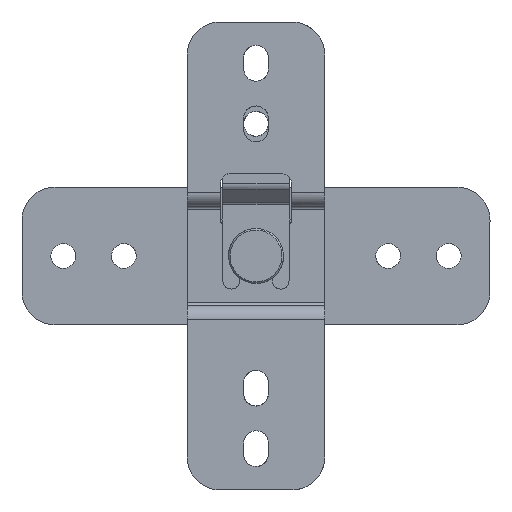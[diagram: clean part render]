
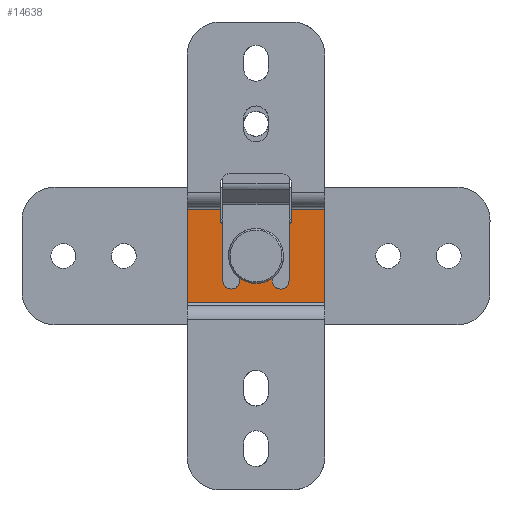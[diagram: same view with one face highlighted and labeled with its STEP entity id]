
A CAD part, left-side view. The second image highlights one B-rep face of the part: STEP entity #14638.
In plain terms, the highlighted free-form (B-spline) face has degree [1, 1] with [2, 2] control points.
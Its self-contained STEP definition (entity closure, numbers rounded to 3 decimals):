
#13422=CARTESIAN_POINT('',(6.,-6.5,6.577));
#13423=VERTEX_POINT('',#13422);
#13429=CARTESIAN_POINT('',(6.,-6.5,8.5));
#13430=VERTEX_POINT('',#13429);
#13431=CARTESIAN_POINT('',(6.,-6.5,6.577));
#13432=CARTESIAN_POINT('',(6.,-6.5,8.5));
#13433=QUASI_UNIFORM_CURVE('',1,(#13431,#13432),.UNSPECIFIED.,.F.,.U.);
#13434=EDGE_CURVE('',#13423,#13430,#13433,.T.);
#13473=CARTESIAN_POINT('',(6.,-6.,5.711));
#13474=VERTEX_POINT('',#13473);
#13475=CARTESIAN_POINT('',(6.,-6.,5.711));
#13476=CARTESIAN_POINT('',(6.,-6.5,6.));
#13477=CARTESIAN_POINT('',(6.,-6.5,6.577));
#13485=(BOUNDED_CURVE()B_SPLINE_CURVE(2,(#13475,#13476,#13477),.UNSPECIFIED.,.F.,.U.)CURVE()GEOMETRIC_REPRESENTATION_ITEM()QUASI_UNIFORM_CURVE()RATIONAL_B_SPLINE_CURVE((1.0,0.866,1.0))REPRESENTATION_ITEM(''));
#13486=EDGE_CURVE('',#13474,#13423,#13485,.T.);
#13503=CARTESIAN_POINT('',(6.,-3.46,4.245));
#13504=VERTEX_POINT('',#13503);
#13505=CARTESIAN_POINT('',(6.,-3.46,4.245));
#13506=CARTESIAN_POINT('',(6.,-6.,5.711));
#13507=QUASI_UNIFORM_CURVE('',1,(#13505,#13506),.UNSPECIFIED.,.F.,.U.);
#13508=EDGE_CURVE('',#13504,#13474,#13507,.T.);
#13536=CARTESIAN_POINT('',(6.,-2.96,3.379));
#13537=VERTEX_POINT('',#13536);
#13543=CARTESIAN_POINT('',(6.,-3.46,4.245));
#13544=CARTESIAN_POINT('',(6.,-2.96,3.956));
#13545=CARTESIAN_POINT('',(6.,-2.96,3.379));
#13553=(BOUNDED_CURVE()B_SPLINE_CURVE(2,(#13543,#13544,#13545),.UNSPECIFIED.,.F.,.U.)CURVE()GEOMETRIC_REPRESENTATION_ITEM()QUASI_UNIFORM_CURVE()RATIONAL_B_SPLINE_CURVE((1.0,0.866,1.0))REPRESENTATION_ITEM(''));
#13554=EDGE_CURVE('',#13504,#13537,#13553,.T.);
#13564=CARTESIAN_POINT('',(6.,-2.96,-2.705));
#13565=VERTEX_POINT('',#13564);
#13566=CARTESIAN_POINT('',(6.,-2.96,-2.705));
#13567=CARTESIAN_POINT('',(6.,-2.96,3.379));
#13568=QUASI_UNIFORM_CURVE('',1,(#13566,#13567),.UNSPECIFIED.,.F.,.U.);
#13569=EDGE_CURVE('',#13565,#13537,#13568,.T.);
#13595=CARTESIAN_POINT('',(6.,2.96,-2.705));
#13596=VERTEX_POINT('',#13595);
#13597=CARTESIAN_POINT('',(6.,2.96,-2.705));
#13598=CARTESIAN_POINT('',(6.,2.633,-3.064));
#13599=CARTESIAN_POINT('',(6.,2.099,-3.468));
#13600=CARTESIAN_POINT('',(6.,1.267,-3.822));
#13601=CARTESIAN_POINT('',(6.,0.676,-3.971));
#13602=CARTESIAN_POINT('',(6.,-0.086,-4.035));
#13603=CARTESIAN_POINT('',(6.,-0.833,-3.952));
#13604=CARTESIAN_POINT('',(6.,-1.561,-3.713));
#13605=CARTESIAN_POINT('',(6.,-2.27,-3.343));
#13606=CARTESIAN_POINT('',(6.,-2.714,-2.974));
#13607=CARTESIAN_POINT('',(6.,-2.96,-2.705));
#13608=B_SPLINE_CURVE_WITH_KNOTS('',3,(#13597,#13598,#13599,#13600,#13601,#13602,#13603,#13604,#13605,#13606,#13607),.UNSPECIFIED.,.F.,.U.,(4,1,1,1,1,1,1,1,4),(0.,1.457,1.977,2.705,3.278,4.266,4.942,5.567,6.659),.UNSPECIFIED.);
#13609=EDGE_CURVE('',#13596,#13565,#13608,.T.);
#13626=CARTESIAN_POINT('',(6.,2.96,3.379));
#13627=VERTEX_POINT('',#13626);
#13628=CARTESIAN_POINT('',(6.,2.96,3.379));
#13629=CARTESIAN_POINT('',(6.,2.96,-2.705));
#13630=QUASI_UNIFORM_CURVE('',1,(#13628,#13629),.UNSPECIFIED.,.F.,.U.);
#13631=EDGE_CURVE('',#13627,#13596,#13630,.T.);
#13659=CARTESIAN_POINT('',(6.,3.46,4.245));
#13660=VERTEX_POINT('',#13659);
#13666=CARTESIAN_POINT('',(6.,2.96,3.379));
#13667=CARTESIAN_POINT('',(6.,2.96,3.956));
#13668=CARTESIAN_POINT('',(6.,3.46,4.245));
#13676=(BOUNDED_CURVE()B_SPLINE_CURVE(2,(#13666,#13667,#13668),.UNSPECIFIED.,.F.,.U.)CURVE()GEOMETRIC_REPRESENTATION_ITEM()QUASI_UNIFORM_CURVE()RATIONAL_B_SPLINE_CURVE((1.0,0.866,1.0))REPRESENTATION_ITEM(''));
#13677=EDGE_CURVE('',#13627,#13660,#13676,.T.);
#13687=CARTESIAN_POINT('',(6.,6.,5.711));
#13688=VERTEX_POINT('',#13687);
#13689=CARTESIAN_POINT('',(6.,6.,5.711));
#13690=CARTESIAN_POINT('',(6.,3.46,4.245));
#13691=QUASI_UNIFORM_CURVE('',1,(#13689,#13690),.UNSPECIFIED.,.F.,.U.);
#13692=EDGE_CURVE('',#13688,#13660,#13691,.T.);
#13718=CARTESIAN_POINT('',(6.,6.5,6.577));
#13719=VERTEX_POINT('',#13718);
#13720=CARTESIAN_POINT('',(6.,6.5,6.577));
#13721=CARTESIAN_POINT('',(6.,6.5,6.));
#13722=CARTESIAN_POINT('',(6.,6.,5.711));
#13730=(BOUNDED_CURVE()B_SPLINE_CURVE(2,(#13720,#13721,#13722),.UNSPECIFIED.,.F.,.U.)CURVE()GEOMETRIC_REPRESENTATION_ITEM()QUASI_UNIFORM_CURVE()RATIONAL_B_SPLINE_CURVE((1.0,0.866,1.0))REPRESENTATION_ITEM(''));
#13731=EDGE_CURVE('',#13719,#13688,#13730,.T.);
#13772=CARTESIAN_POINT('',(6.,6.5,8.5));
#13773=VERTEX_POINT('',#13772);
#13787=CARTESIAN_POINT('',(6.,6.5,8.5));
#13788=CARTESIAN_POINT('',(6.,6.5,6.577));
#13789=QUASI_UNIFORM_CURVE('',1,(#13787,#13788),.UNSPECIFIED.,.F.,.U.);
#13790=EDGE_CURVE('',#13773,#13719,#13789,.T.);
#14375=CARTESIAN_POINT('',(6.0,-12.5,8.5));
#14376=VERTEX_POINT('',#14375);
#14390=CARTESIAN_POINT('',(6.,-12.5,-8.5));
#14391=VERTEX_POINT('',#14390);
#14392=CARTESIAN_POINT('',(6.0,-12.5,8.5));
#14393=CARTESIAN_POINT('',(6.,-12.5,-8.5));
#14394=QUASI_UNIFORM_CURVE('',1,(#14392,#14393),.UNSPECIFIED.,.F.,.U.);
#14395=EDGE_CURVE('',#14376,#14391,#14394,.T.);
#14465=CARTESIAN_POINT('',(6.,12.5,-8.5));
#14466=VERTEX_POINT('',#14465);
#14480=CARTESIAN_POINT('',(6.0,12.5,8.5));
#14481=VERTEX_POINT('',#14480);
#14482=CARTESIAN_POINT('',(6.0,12.5,8.5));
#14483=CARTESIAN_POINT('',(6.,12.5,-8.5));
#14484=QUASI_UNIFORM_CURVE('',1,(#14482,#14483),.UNSPECIFIED.,.F.,.U.);
#14485=EDGE_CURVE('',#14481,#14466,#14484,.T.);
#14597=CARTESIAN_POINT('',(6.,12.5,-8.5));
#14598=CARTESIAN_POINT('',(6.,-12.5,-8.5));
#14599=QUASI_UNIFORM_CURVE('',1,(#14597,#14598),.UNSPECIFIED.,.F.,.U.);
#14600=EDGE_CURVE('',#14466,#14391,#14599,.T.);
#14607=CARTESIAN_POINT('',(6.,-13.749,-9.349));
#14608=CARTESIAN_POINT('',(6.,-13.749,9.349));
#14609=CARTESIAN_POINT('',(6.,13.749,-9.349));
#14610=CARTESIAN_POINT('',(6.,13.749,9.349));
#14611=B_SPLINE_SURFACE_WITH_KNOTS('',1,1,((#14607,#14609),(#14608,#14610)),.UNSPECIFIED.,.F.,.F.,.U.,(2,2),(2,2),(0.0,18.698),(0.0,27.498),.UNSPECIFIED.);
#14612=ORIENTED_EDGE('',*,*,#13790,.F.);
#14613=CARTESIAN_POINT('',(6.0,12.5,8.5));
#14614=CARTESIAN_POINT('',(6.,6.5,8.5));
#14615=QUASI_UNIFORM_CURVE('',1,(#14613,#14614),.UNSPECIFIED.,.F.,.U.);
#14616=EDGE_CURVE('',#14481,#13773,#14615,.T.);
#14617=ORIENTED_EDGE('',*,*,#14616,.F.);
#14618=ORIENTED_EDGE('',*,*,#14485,.T.);
#14619=ORIENTED_EDGE('',*,*,#14600,.T.);
#14620=ORIENTED_EDGE('',*,*,#14395,.F.);
#14621=CARTESIAN_POINT('',(6.,-6.5,8.5));
#14622=CARTESIAN_POINT('',(6.0,-12.5,8.5));
#14623=QUASI_UNIFORM_CURVE('',1,(#14621,#14622),.UNSPECIFIED.,.F.,.U.);
#14624=EDGE_CURVE('',#13430,#14376,#14623,.T.);
#14625=ORIENTED_EDGE('',*,*,#14624,.F.);
#14626=ORIENTED_EDGE('',*,*,#13434,.F.);
#14627=ORIENTED_EDGE('',*,*,#13486,.F.);
#14628=ORIENTED_EDGE('',*,*,#13508,.F.);
#14629=ORIENTED_EDGE('',*,*,#13554,.T.);
#14630=ORIENTED_EDGE('',*,*,#13569,.F.);
#14631=ORIENTED_EDGE('',*,*,#13609,.F.);
#14632=ORIENTED_EDGE('',*,*,#13631,.F.);
#14633=ORIENTED_EDGE('',*,*,#13677,.T.);
#14634=ORIENTED_EDGE('',*,*,#13692,.F.);
#14635=ORIENTED_EDGE('',*,*,#13731,.F.);
#14636=EDGE_LOOP('',(#14612,#14617,#14618,#14619,#14620,#14625,#14626,#14627,#14628,#14629,#14630,#14631,#14632,#14633,#14634,#14635));
#14637=FACE_OUTER_BOUND('',#14636,.T.);
#14638=ADVANCED_FACE('',(#14637),#14611,.T.);
